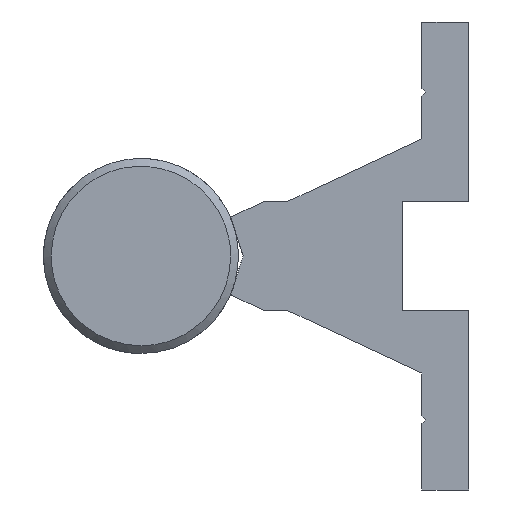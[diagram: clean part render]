
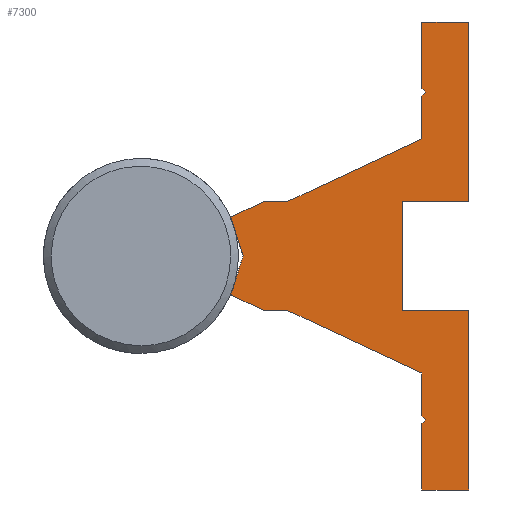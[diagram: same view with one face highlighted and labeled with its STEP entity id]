
A CAD part, left-side view. The second image highlights one B-rep face of the part: STEP entity #7300.
In plain terms, the highlighted free-form (B-spline) face has degree [1, 1] with [2, 2] control points.
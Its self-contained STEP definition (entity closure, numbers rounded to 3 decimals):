
#10 = CARTESIAN_POINT ('', (0., 5.5, -21.));
#20 = VERTEX_POINT ('', #10);
#30 = CARTESIAN_POINT ('', (0., 6., -20.5));
#40 = VERTEX_POINT ('', #30);
#50 = CARTESIAN_POINT ('', (0., 5.5, -21.));
#60 = CARTESIAN_POINT ('', (0., 6., -20.5));
#70 = B_SPLINE_CURVE_WITH_KNOTS ('', 1, (#50, #60), .UNSPECIFIED., .F., .U., (2, 2), (0., 1.), .UNSPECIFIED.);
#80 = EDGE_CURVE ('', #20, #40, #70, .T.);
#390 = CARTESIAN_POINT ('', (0., 6., -15.));
#400 = VERTEX_POINT ('', #390);
#410 = CARTESIAN_POINT ('', (0., 6., -20.5));
#420 = CARTESIAN_POINT ('', (0., 6., -15.));
#430 = B_SPLINE_CURVE_WITH_KNOTS ('', 1, (#410, #420), .UNSPECIFIED., .F., .U., (2, 2), (0., 1.), .UNSPECIFIED.);
#440 = EDGE_CURVE ('', #40, #400, #430, .T.);
#670 = CARTESIAN_POINT ('', (0., 23.156, -7.));
#680 = VERTEX_POINT ('', #670);
#690 = CARTESIAN_POINT ('', (0., 23.156, -7.));
#700 = CARTESIAN_POINT ('', (0., 17.437, -9.667));
#710 = CARTESIAN_POINT ('', (0., 11.719, -12.333));
#720 = CARTESIAN_POINT ('', (0., 6., -15.));
#730 = B_SPLINE_CURVE_WITH_KNOTS ('', 3, (#690, #700, #710, #720), .UNSPECIFIED., .F., .U., (4, 4), (0., 1.), .UNSPECIFIED.);
#740 = EDGE_CURVE ('', #680, #400, #730, .T.);
#990 = CARTESIAN_POINT ('', (0., 26.191, -7.));
#1000 = VERTEX_POINT ('', #990);
#1010 = CARTESIAN_POINT ('', (0., 26.191, -7.));
#1020 = CARTESIAN_POINT ('', (0., 23.156, -7.));
#1030 = B_SPLINE_CURVE_WITH_KNOTS ('', 1, (#1010, #1020), .UNSPECIFIED., .F., .U., (2, 2), (0., 1.), .UNSPECIFIED.);
#1040 = EDGE_CURVE ('', #1000, #680, #1030, .T.);
#1270 = CARTESIAN_POINT ('', (0., 30.48, -5.));
#1280 = VERTEX_POINT ('', #1270);
#1290 = CARTESIAN_POINT ('', (0., 26.191, -7.));
#1300 = CARTESIAN_POINT ('', (0., 30.48, -5.));
#1310 = B_SPLINE_CURVE_WITH_KNOTS ('', 1, (#1290, #1300), .UNSPECIFIED., .F., .U., (2, 2), (0., 1.), .UNSPECIFIED.);
#1320 = EDGE_CURVE ('', #1000, #1280, #1310, .T.);
#1570 = CARTESIAN_POINT ('', (0., 28.904, 0.));
#1580 = VERTEX_POINT ('', #1570);
#1590 = CARTESIAN_POINT ('', (0., 28.904, 0.));
#1600 = CARTESIAN_POINT ('', (0., 29.429, -1.667));
#1610 = CARTESIAN_POINT ('', (0., 29.955, -3.333));
#1620 = CARTESIAN_POINT ('', (0., 30.48, -5.));
#1630 = B_SPLINE_CURVE_WITH_KNOTS ('', 3, (#1590, #1600, #1610, #1620), .UNSPECIFIED., .F., .U., (4, 4), (0., 1.), .UNSPECIFIED.);
#1640 = EDGE_CURVE ('', #1580, #1280, #1630, .T.);
#1890 = CARTESIAN_POINT ('', (0., 30.48, 5.));
#1900 = VERTEX_POINT ('', #1890);
#1910 = CARTESIAN_POINT ('', (0., 28.904, 0.));
#1920 = CARTESIAN_POINT ('', (0., 30.48, 5.));
#1930 = B_SPLINE_CURVE_WITH_KNOTS ('', 1, (#1910, #1920), .UNSPECIFIED., .F., .U., (2, 2), (0., 1.), .UNSPECIFIED.);
#1940 = EDGE_CURVE ('', #1580, #1900, #1930, .T.);
#2190 = CARTESIAN_POINT ('', (0., 26.191, 7.));
#2200 = VERTEX_POINT ('', #2190);
#2210 = CARTESIAN_POINT ('', (0., 30.48, 5.));
#2220 = CARTESIAN_POINT ('', (0., 26.191, 7.));
#2230 = B_SPLINE_CURVE_WITH_KNOTS ('', 1, (#2210, #2220), .UNSPECIFIED., .F., .U., (2, 2), (0., 1.), .UNSPECIFIED.);
#2240 = EDGE_CURVE ('', #1900, #2200, #2230, .T.);
#2490 = CARTESIAN_POINT ('', (0., 23.156, 7.));
#2500 = VERTEX_POINT ('', #2490);
#2510 = CARTESIAN_POINT ('', (0., 26.191, 7.));
#2520 = CARTESIAN_POINT ('', (0., 23.156, 7.));
#2530 = B_SPLINE_CURVE_WITH_KNOTS ('', 1, (#2510, #2520), .UNSPECIFIED., .F., .U., (2, 2), (0., 1.), .UNSPECIFIED.);
#2540 = EDGE_CURVE ('', #2200, #2500, #2530, .T.);
#2770 = CARTESIAN_POINT ('', (0., 6., 15.));
#2780 = VERTEX_POINT ('', #2770);
#2790 = CARTESIAN_POINT ('', (0., 23.156, 7.));
#2800 = CARTESIAN_POINT ('', (0., 6., 15.));
#2810 = B_SPLINE_CURVE_WITH_KNOTS ('', 1, (#2790, #2800), .UNSPECIFIED., .F., .U., (2, 2), (0., 1.), .UNSPECIFIED.);
#2820 = EDGE_CURVE ('', #2500, #2780, #2810, .T.);
#3050 = CARTESIAN_POINT ('', (0., 6., 20.5));
#3060 = VERTEX_POINT ('', #3050);
#3070 = CARTESIAN_POINT ('', (0., 6., 15.));
#3080 = CARTESIAN_POINT ('', (0., 6., 20.5));
#3090 = B_SPLINE_CURVE_WITH_KNOTS ('', 1, (#3070, #3080), .UNSPECIFIED., .F., .U., (2, 2), (0., 1.), .UNSPECIFIED.);
#3100 = EDGE_CURVE ('', #2780, #3060, #3090, .T.);
#3330 = CARTESIAN_POINT ('', (0., 5.5, 21.));
#3340 = VERTEX_POINT ('', #3330);
#3350 = CARTESIAN_POINT ('', (0., 5.5, 21.));
#3360 = CARTESIAN_POINT ('', (0., 5.667, 20.833));
#3370 = CARTESIAN_POINT ('', (0., 5.833, 20.667));
#3380 = CARTESIAN_POINT ('', (0., 6., 20.5));
#3390 = B_SPLINE_CURVE_WITH_KNOTS ('', 3, (#3350, #3360, #3370, #3380), .UNSPECIFIED., .F., .U., (4, 4), (0., 1.), .UNSPECIFIED.);
#3400 = EDGE_CURVE ('', #3340, #3060, #3390, .T.);
#3650 = CARTESIAN_POINT ('', (0., 6., 21.5));
#3660 = VERTEX_POINT ('', #3650);
#3670 = CARTESIAN_POINT ('', (0., 5.5, 21.));
#3680 = CARTESIAN_POINT ('', (0., 6., 21.5));
#3690 = B_SPLINE_CURVE_WITH_KNOTS ('', 1, (#3670, #3680), .UNSPECIFIED., .F., .U., (2, 2), (0., 1.), .UNSPECIFIED.);
#3700 = EDGE_CURVE ('', #3340, #3660, #3690, .T.);
#3950 = CARTESIAN_POINT ('', (0., 6., 30.));
#3960 = VERTEX_POINT ('', #3950);
#3970 = CARTESIAN_POINT ('', (0., 6., 21.5));
#3980 = CARTESIAN_POINT ('', (0., 6., 30.));
#3990 = B_SPLINE_CURVE_WITH_KNOTS ('', 1, (#3970, #3980), .UNSPECIFIED., .F., .U., (2, 2), (0., 1.), .UNSPECIFIED.);
#4000 = EDGE_CURVE ('', #3660, #3960, #3990, .T.);
#4230 = CARTESIAN_POINT ('', (0., 0., 30.));
#4240 = VERTEX_POINT ('', #4230);
#4250 = CARTESIAN_POINT ('', (0., 0., 30.));
#4260 = CARTESIAN_POINT ('', (0., 6., 30.));
#4270 = B_SPLINE_CURVE_WITH_KNOTS ('', 1, (#4250, #4260), .UNSPECIFIED., .F., .U., (2, 2), (0., 1.), .UNSPECIFIED.);
#4280 = EDGE_CURVE ('', #4240, #3960, #4270, .T.);
#4510 = CARTESIAN_POINT ('', (0., 0., 7.));
#4520 = VERTEX_POINT ('', #4510);
#4530 = CARTESIAN_POINT ('', (0., 0., 7.));
#4540 = CARTESIAN_POINT ('', (0., 0., 30.));
#4550 = B_SPLINE_CURVE_WITH_KNOTS ('', 1, (#4530, #4540), .UNSPECIFIED., .F., .U., (2, 2), (0., 1.), .UNSPECIFIED.);
#4560 = EDGE_CURVE ('', #4520, #4240, #4550, .T.);
#4790 = CARTESIAN_POINT ('', (0., 8.5, 7.));
#4800 = VERTEX_POINT ('', #4790);
#4810 = CARTESIAN_POINT ('', (0., 0., 7.));
#4820 = CARTESIAN_POINT ('', (0., 8.5, 7.));
#4830 = B_SPLINE_CURVE_WITH_KNOTS ('', 1, (#4810, #4820), .UNSPECIFIED., .F., .U., (2, 2), (0., 1.), .UNSPECIFIED.);
#4840 = EDGE_CURVE ('', #4520, #4800, #4830, .T.);
#5070 = CARTESIAN_POINT ('', (0., 8.5, -7.));
#5080 = VERTEX_POINT ('', #5070);
#5090 = CARTESIAN_POINT ('', (0., 8.5, 7.));
#5100 = CARTESIAN_POINT ('', (0., 8.5, -7.));
#5110 = B_SPLINE_CURVE_WITH_KNOTS ('', 1, (#5090, #5100), .UNSPECIFIED., .F., .U., (2, 2), (0., 1.), .UNSPECIFIED.);
#5120 = EDGE_CURVE ('', #4800, #5080, #5110, .T.);
#5350 = CARTESIAN_POINT ('', (0., 0., -7.));
#5360 = VERTEX_POINT ('', #5350);
#5370 = CARTESIAN_POINT ('', (0., 8.5, -7.));
#5380 = CARTESIAN_POINT ('', (0., 0., -7.));
#5390 = B_SPLINE_CURVE_WITH_KNOTS ('', 1, (#5370, #5380), .UNSPECIFIED., .F., .U., (2, 2), (0., 1.), .UNSPECIFIED.);
#5400 = EDGE_CURVE ('', #5080, #5360, #5390, .T.);
#5630 = CARTESIAN_POINT ('', (0., 0., -30.));
#5640 = VERTEX_POINT ('', #5630);
#5650 = CARTESIAN_POINT ('', (0., 0., -7.));
#5660 = CARTESIAN_POINT ('', (0., 0., -30.));
#5670 = B_SPLINE_CURVE_WITH_KNOTS ('', 1, (#5650, #5660), .UNSPECIFIED., .F., .U., (2, 2), (0., 1.), .UNSPECIFIED.);
#5680 = EDGE_CURVE ('', #5360, #5640, #5670, .T.);
#5910 = CARTESIAN_POINT ('', (0., 6., -30.));
#5920 = VERTEX_POINT ('', #5910);
#5930 = CARTESIAN_POINT ('', (0., 0., -30.));
#5940 = CARTESIAN_POINT ('', (0., 6., -30.));
#5950 = B_SPLINE_CURVE_WITH_KNOTS ('', 1, (#5930, #5940), .UNSPECIFIED., .F., .U., (2, 2), (0., 1.), .UNSPECIFIED.);
#5960 = EDGE_CURVE ('', #5640, #5920, #5950, .T.);
#6190 = CARTESIAN_POINT ('', (0., 6., -21.5));
#6200 = VERTEX_POINT ('', #6190);
#6210 = CARTESIAN_POINT ('', (0., 6., -21.5));
#6220 = CARTESIAN_POINT ('', (0., 6., -30.));
#6230 = B_SPLINE_CURVE_WITH_KNOTS ('', 1, (#6210, #6220), .UNSPECIFIED., .F., .U., (2, 2), (0., 1.), .UNSPECIFIED.);
#6240 = EDGE_CURVE ('', #6200, #5920, #6230, .T.);
#6470 = CARTESIAN_POINT ('', (0., 5.5, -21.));
#6480 = CARTESIAN_POINT ('', (0., 5.667, -21.167));
#6490 = CARTESIAN_POINT ('', (0., 5.833, -21.333));
#6500 = CARTESIAN_POINT ('', (0., 6., -21.5));
#6510 = B_SPLINE_CURVE_WITH_KNOTS ('', 3, (#6470, #6480, #6490, #6500), .UNSPECIFIED., .F., .U., (4, 4), (0., 1.), .UNSPECIFIED.);
#6520 = EDGE_CURVE ('', #20, #6200, #6510, .T.);
#7000 = ORIENTED_EDGE ('', *, *, #5120, .F.);
#7010 = ORIENTED_EDGE ('', *, *, #4840, .F.);
#7020 = ORIENTED_EDGE ('', *, *, #4560, .T.);
#7030 = ORIENTED_EDGE ('', *, *, #4280, .T.);
#7040 = ORIENTED_EDGE ('', *, *, #4000, .F.);
#7050 = ORIENTED_EDGE ('', *, *, #3700, .F.);
#7060 = ORIENTED_EDGE ('', *, *, #3400, .T.);
#7070 = ORIENTED_EDGE ('', *, *, #3100, .F.);
#7080 = ORIENTED_EDGE ('', *, *, #2820, .F.);
#7090 = ORIENTED_EDGE ('', *, *, #2540, .F.);
#7100 = ORIENTED_EDGE ('', *, *, #2240, .F.);
#7110 = ORIENTED_EDGE ('', *, *, #1940, .F.);
#7120 = ORIENTED_EDGE ('', *, *, #1640, .T.);
#7130 = ORIENTED_EDGE ('', *, *, #1320, .F.);
#7140 = ORIENTED_EDGE ('', *, *, #1040, .T.);
#7150 = ORIENTED_EDGE ('', *, *, #740, .T.);
#7160 = ORIENTED_EDGE ('', *, *, #440, .F.);
#7170 = ORIENTED_EDGE ('', *, *, #80, .F.);
#7180 = ORIENTED_EDGE ('', *, *, #6520, .T.);
#7190 = ORIENTED_EDGE ('', *, *, #6240, .T.);
#7200 = ORIENTED_EDGE ('', *, *, #5960, .F.);
#7210 = ORIENTED_EDGE ('', *, *, #5680, .F.);
#7220 = ORIENTED_EDGE ('', *, *, #5400, .F.);
#7230 = EDGE_LOOP ('', (#7000, #7010, #7020, #7030, #7040, #7050, #7060, #7070, #7080, #7090, #7100, #7110, #7120, #7130, #7140, #7150, #7160, #7170, #7180, #7190, #7200, #7210, #7220));
#7240 = FACE_OUTER_BOUND ('', #7230, .T.);
#7250 = CARTESIAN_POINT ('', (0., 0., -30.));
#7260 = CARTESIAN_POINT ('', (0., 30.663, -30.));
#7270 = CARTESIAN_POINT ('', (0., 0., 30.));
#7280 = CARTESIAN_POINT ('', (0., 30.663, 30.));
#7290 = B_SPLINE_SURFACE_WITH_KNOTS ('', 1, 1, ((#7250, #7260), (#7270, #7280)), .UNSPECIFIED., .F., .F., .U., (2, 2), (2, 2), (0., 1.), (0., 1.), .UNSPECIFIED.);
#7300 = ADVANCED_FACE ('', (#7240), #7290, .T.);
